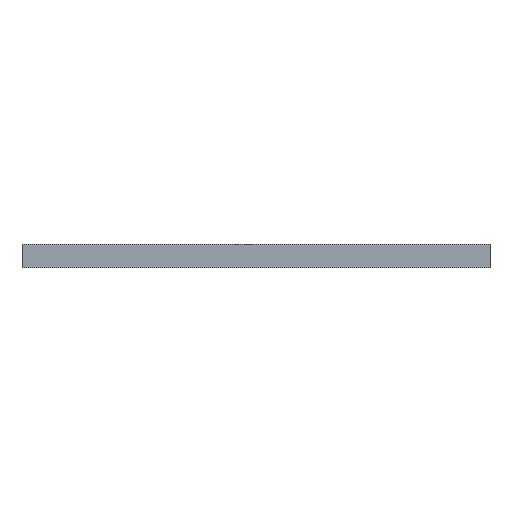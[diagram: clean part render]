
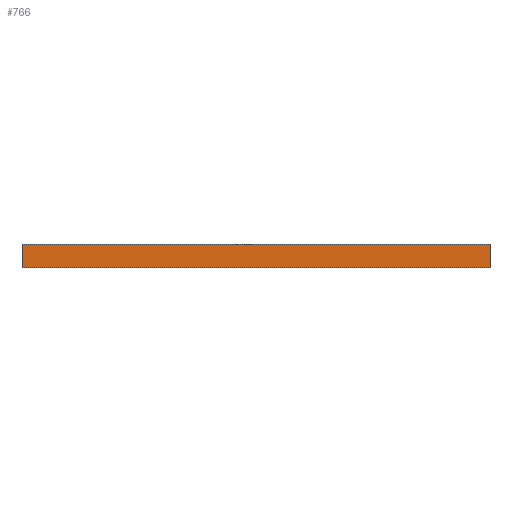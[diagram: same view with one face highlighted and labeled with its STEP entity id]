
A CAD part, front view. The second image highlights one B-rep face of the part: STEP entity #766.
In plain terms, the highlighted planar face has unit normal (0, -1, 0).
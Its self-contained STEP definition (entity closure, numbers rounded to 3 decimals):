
#739=AXIS2_PLACEMENT_3D('Plane Axis2P3D',#736,#737,#738) ;
#89=CARTESIAN_POINT('Vertex',(0.,0.,1.)) ;
#92=CARTESIAN_POINT('Line Origine',(10.,0.,1.)) ;
#96=CARTESIAN_POINT('Vertex',(20.,0.,1.)) ;
#736=CARTESIAN_POINT('Axis2P3D Location',(0.,0.,0.)) ;
#741=CARTESIAN_POINT('Line Origine',(0.,0.,0.5)) ;
#745=CARTESIAN_POINT('Vertex',(0.,0.,0.)) ;
#748=CARTESIAN_POINT('Line Origine',(10.,0.,0.)) ;
#752=CARTESIAN_POINT('Vertex',(20.,0.,0.)) ;
#755=CARTESIAN_POINT('Line Origine',(20.,0.,0.5)) ;
#93=DIRECTION('Vector Direction',(1.,0.,0.)) ;
#737=DIRECTION('Axis2P3D Direction',(0.,-1.,0.)) ;
#738=DIRECTION('Axis2P3D XDirection',(1.,0.,0.)) ;
#742=DIRECTION('Vector Direction',(0.,0.,1.)) ;
#749=DIRECTION('Vector Direction',(1.,0.,0.)) ;
#756=DIRECTION('Vector Direction',(0.,0.,1.)) ;
#94=VECTOR('Line Direction',#93,1.) ;
#743=VECTOR('Line Direction',#742,1.) ;
#750=VECTOR('Line Direction',#749,1.) ;
#757=VECTOR('Line Direction',#756,1.) ;
#761=ORIENTED_EDGE('',*,*,#747,.F.) ;
#762=ORIENTED_EDGE('',*,*,#754,.T.) ;
#763=ORIENTED_EDGE('',*,*,#759,.T.) ;
#764=ORIENTED_EDGE('',*,*,#98,.F.) ;
#766=ADVANCED_FACE('PartBody',(#765),#740,.T.) ;
#98=EDGE_CURVE('',#90,#97,#95,.T.) ;
#747=EDGE_CURVE('',#746,#90,#744,.T.) ;
#754=EDGE_CURVE('',#746,#753,#751,.T.) ;
#759=EDGE_CURVE('',#753,#97,#758,.T.) ;
#760=EDGE_LOOP('',(#761,#762,#763,#764)) ;
#765=FACE_OUTER_BOUND('',#760,.T.) ;
#95=LINE('Line',#92,#94) ;
#744=LINE('Line',#741,#743) ;
#751=LINE('Line',#748,#750) ;
#758=LINE('Line',#755,#757) ;
#740=PLANE('',#739) ;
#90=VERTEX_POINT('',#89) ;
#97=VERTEX_POINT('',#96) ;
#746=VERTEX_POINT('',#745) ;
#753=VERTEX_POINT('',#752) ;
